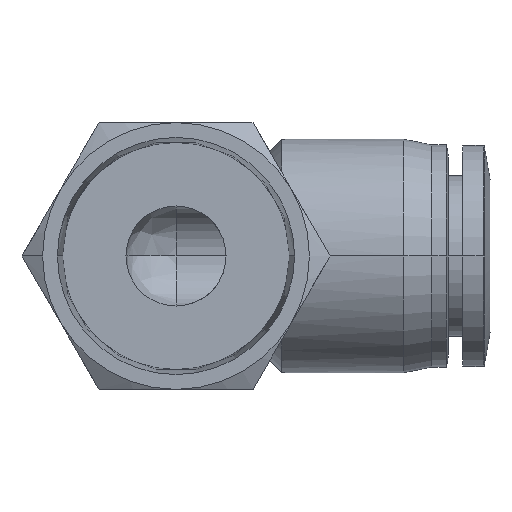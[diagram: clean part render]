
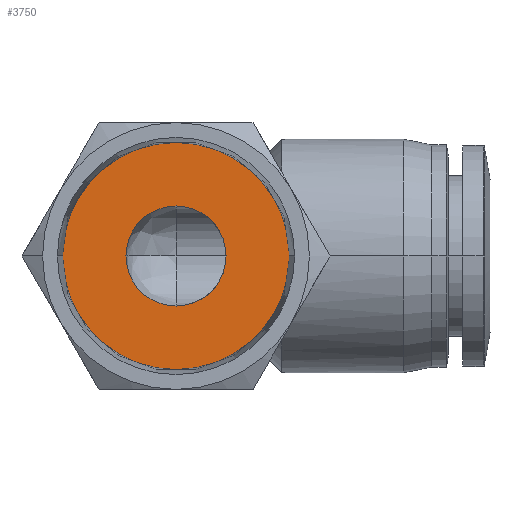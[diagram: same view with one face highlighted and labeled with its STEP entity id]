
A CAD part, front view. The second image highlights one B-rep face of the part: STEP entity #3750.
In plain terms, the highlighted planar face has unit normal (0, -1, 0).
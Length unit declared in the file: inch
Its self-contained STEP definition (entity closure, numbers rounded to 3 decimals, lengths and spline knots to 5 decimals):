
#75 = AXIS2_PLACEMENT_3D ( 'NONE', #2842, #927, #3160 ) ;
#514 = CARTESIAN_POINT ( 'NONE',  ( -0.40216, -0.05906, 0. ) ) ;
#657 = EDGE_CURVE ( 'NONE', #2172, #741, #3576, .T. ) ;
#662 = CARTESIAN_POINT ( 'NONE',  ( 0.17717, -0.05906, 0. ) ) ;
#715 = DIRECTION ( 'NONE',  ( 1., 0., 0. ) ) ;
#728 = DIRECTION ( 'NONE',  ( 0., -1., 0. ) ) ;
#741 = VERTEX_POINT ( 'NONE', #662 ) ;
#744 = CARTESIAN_POINT ( 'NONE',  ( 0., -0.05906, 0. ) ) ;
#769 = AXIS2_PLACEMENT_3D ( 'NONE', #972, #3201, #1306 ) ;
#895 = ORIENTED_EDGE ( 'NONE', *, *, #1330, .T. ) ;
#927 = DIRECTION ( 'NONE',  ( 0., -1., 0. ) ) ;
#972 = CARTESIAN_POINT ( 'NONE',  ( 0., -0.05906, 0. ) ) ;
#1037 = CIRCLE ( 'NONE', #3719, 0.40216 ) ;
#1102 = CARTESIAN_POINT ( 'NONE',  ( -0.28966, -0.05906, 0. ) ) ;
#1147 = VERTEX_POINT ( 'NONE', #1999 ) ;
#1306 = DIRECTION ( 'NONE',  ( 1., 0., 0. ) ) ;
#1330 = EDGE_CURVE ( 'NONE', #1147, #3853, #3684, .T. ) ;
#1370 = DIRECTION ( 'NONE',  ( 0., -1., 0. ) ) ;
#1431 = DIRECTION ( 'NONE',  ( -1., 0., 0. ) ) ;
#1455 = ORIENTED_EDGE ( 'NONE', *, *, #1504, .F. ) ;
#1504 = EDGE_CURVE ( 'NONE', #741, #2172, #3579, .T. ) ;
#1664 = ORIENTED_EDGE ( 'NONE', *, *, #657, .F. ) ;
#1723 = EDGE_LOOP ( 'NONE', ( #1455, #1664 ) ) ;
#1815 = AXIS2_PLACEMENT_3D ( 'NONE', #1102, #3317, #1431 ) ;
#1916 = EDGE_LOOP ( 'NONE', ( #895, #3824 ) ) ;
#1999 = CARTESIAN_POINT ( 'NONE',  ( 0.40216, -0.05906, 0. ) ) ;
#2029 = FACE_BOUND ( 'NONE', #1723, .T. ) ;
#2172 = VERTEX_POINT ( 'NONE', #4134 ) ;
#2598 = EDGE_CURVE ( 'NONE', #3853, #1147, #1037, .T. ) ;
#2750 = FACE_OUTER_BOUND ( 'NONE', #1916, .T. ) ;
#2842 = CARTESIAN_POINT ( 'NONE',  ( 0., -0.05906, 0. ) ) ;
#3160 = DIRECTION ( 'NONE',  ( 1., 0., 0. ) ) ;
#3201 = DIRECTION ( 'NONE',  ( 0., -1., 0. ) ) ;
#3261 = CARTESIAN_POINT ( 'NONE',  ( 0., -0.05906, 0. ) ) ;
#3311 = AXIS2_PLACEMENT_3D ( 'NONE', #744, #728, #715 ) ;
#3317 = DIRECTION ( 'NONE',  ( 0., 1., 0. ) ) ;
#3576 = CIRCLE ( 'NONE', #3311, 0.17717 ) ;
#3579 = CIRCLE ( 'NONE', #769, 0.17717 ) ;
#3594 = DIRECTION ( 'NONE',  ( 1., 0., 0. ) ) ;
#3643 = PLANE ( 'NONE',  #1815 ) ;
#3684 = CIRCLE ( 'NONE', #75, 0.40216 ) ;
#3719 = AXIS2_PLACEMENT_3D ( 'NONE', #3261, #1370, #3594 ) ;
#3750 = ADVANCED_FACE ( 'NONE', ( #2029, #2750 ), #3643, .F. ) ;
#3824 = ORIENTED_EDGE ( 'NONE', *, *, #2598, .T. ) ;
#3853 = VERTEX_POINT ( 'NONE', #514 ) ;
#4134 = CARTESIAN_POINT ( 'NONE',  ( -0.17717, -0.05906, 0. ) ) ;
